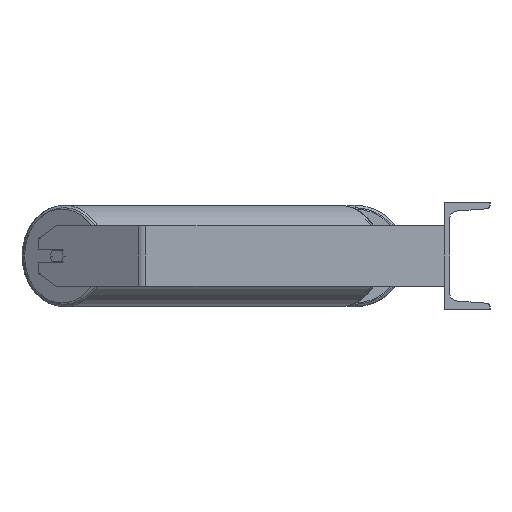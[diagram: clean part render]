
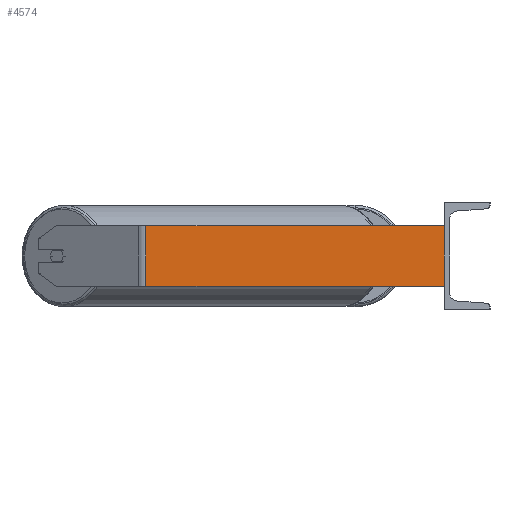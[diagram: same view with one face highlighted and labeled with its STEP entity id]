
A CAD part, left-side view. The second image highlights one B-rep face of the part: STEP entity #4574.
In plain terms, the highlighted planar face has unit normal (-1, 0, 0).
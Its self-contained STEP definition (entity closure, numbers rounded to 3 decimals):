
#251 = CARTESIAN_POINT ( 'NONE',  ( -985., 391.224, 40. ) ) ;
#333 = CARTESIAN_POINT ( 'NONE',  ( -985., 0., 40. ) ) ;
#504 = CARTESIAN_POINT ( 'NONE',  ( -985., 396.269, -40. ) ) ;
#505 = EDGE_CURVE ( 'NONE', #3432, #6157, #4655, .T. ) ;
#593 = AXIS2_PLACEMENT_3D ( 'NONE', #1355, #7634, #1888 ) ;
#1355 = CARTESIAN_POINT ( 'NONE',  ( -985., 396.269, 40. ) ) ;
#1386 = LINE ( 'NONE', #6269, #2000 ) ;
#1695 = CARTESIAN_POINT ( 'NONE',  ( -985., 391.224, -40. ) ) ;
#1732 = VECTOR ( 'NONE', #7282, 1000. ) ;
#1798 = EDGE_CURVE ( 'NONE', #3773, #6157, #1386, .T. ) ;
#1888 = DIRECTION ( 'NONE',  ( 0., 1., 0. ) ) ;
#1964 = ORIENTED_EDGE ( 'NONE', *, *, #1798, .F. ) ;
#2000 = VECTOR ( 'NONE', #4313, 1000. ) ;
#2451 = VECTOR ( 'NONE', #8682, 1000. ) ;
#2809 = ORIENTED_EDGE ( 'NONE', *, *, #4691, .T. ) ;
#3100 = CARTESIAN_POINT ( 'NONE',  ( -985., 396.269, 40. ) ) ;
#3310 = ORIENTED_EDGE ( 'NONE', *, *, #3867, .F. ) ;
#3432 = VERTEX_POINT ( 'NONE', #1695 ) ;
#3497 = VERTEX_POINT ( 'NONE', #8259 ) ;
#3773 = VERTEX_POINT ( 'NONE', #333 ) ;
#3867 = EDGE_CURVE ( 'NONE', #3497, #3773, #6412, .T. ) ;
#4313 = DIRECTION ( 'NONE',  ( 0., 0., -1. ) ) ;
#4574 = ADVANCED_FACE ( 'NONE', ( #6809 ), #5506, .F. ) ;
#4655 = LINE ( 'NONE', #504, #5219 ) ;
#4691 = EDGE_CURVE ( 'NONE', #3497, #3432, #5075, .T. ) ;
#5075 = LINE ( 'NONE', #251, #1732 ) ;
#5219 = VECTOR ( 'NONE', #8840, 1000. ) ;
#5506 = PLANE ( 'NONE',  #593 ) ;
#6157 = VERTEX_POINT ( 'NONE', #7014 ) ;
#6269 = CARTESIAN_POINT ( 'NONE',  ( -985., 0., 40. ) ) ;
#6412 = LINE ( 'NONE', #3100, #2451 ) ;
#6809 = FACE_OUTER_BOUND ( 'NONE', #7849, .T. ) ;
#7014 = CARTESIAN_POINT ( 'NONE',  ( -985., 0., -40. ) ) ;
#7282 = DIRECTION ( 'NONE',  ( 0., 0., -1. ) ) ;
#7590 = ORIENTED_EDGE ( 'NONE', *, *, #505, .T. ) ;
#7634 = DIRECTION ( 'NONE',  ( 1., 0., 0. ) ) ;
#7849 = EDGE_LOOP ( 'NONE', ( #7590, #1964, #3310, #2809 ) ) ;
#8259 = CARTESIAN_POINT ( 'NONE',  ( -985., 391.224, 40. ) ) ;
#8682 = DIRECTION ( 'NONE',  ( 0., -1., 0. ) ) ;
#8840 = DIRECTION ( 'NONE',  ( 0., -1., 0. ) ) ;
